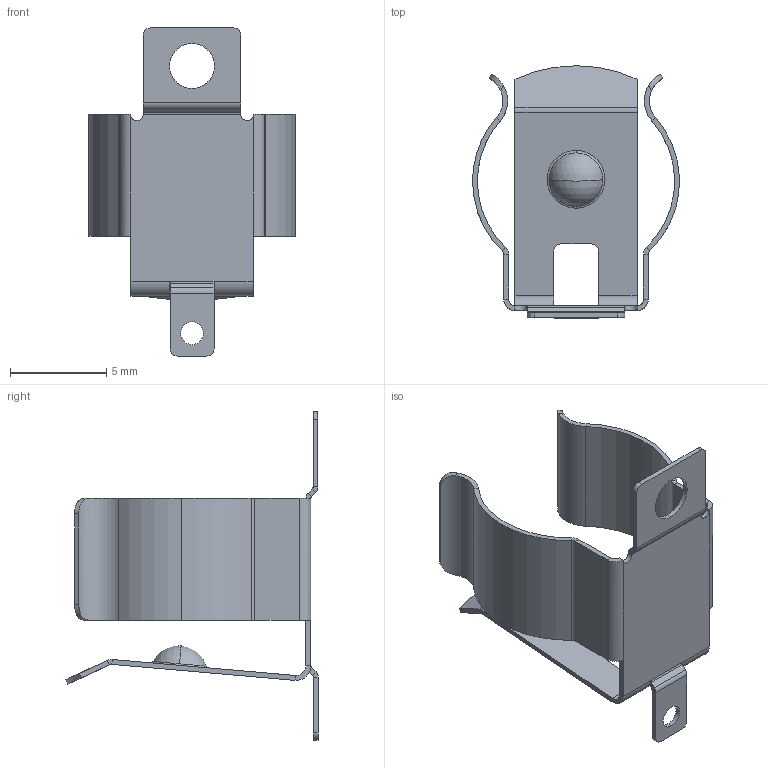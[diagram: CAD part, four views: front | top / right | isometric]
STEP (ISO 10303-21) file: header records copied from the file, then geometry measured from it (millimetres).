
FILE_DESCRIPTION (( 'STEP AP214' ), '1' );
FILE_NAME ('55.STEP', '2011-07-01T18:53:33', ( 'Richard Maletta' ), ( '' ), 'SwSTEP 2.0', 'SolidWorks 2009', '' );
FILE_SCHEMA (( 'AUTOMOTIVE_DESIGN' ));
Length unit declared in the file: inch
Products named in the file (1): 55
Bounding box: 10.76 x 13.12 x 17.07 mm (x, y, z)
Volume: 83.4 mm3; surface area: 694.5 mm2
Topology: 1 solids, 1 shells, 136 faces, 308 edges, 174 vertices
Faces by surface type: plane 75, cylinder 51, torus 4, sphere 4, bspline 2
Entity records: 3832 total; most frequent: CARTESIAN_POINT 723, DIRECTION 676, ORIENTED_EDGE 616, EDGE_CURVE 308, AXIS2_PLACEMENT_3D 249, VECTOR 178, LINE 178, VERTEX_POINT 174
